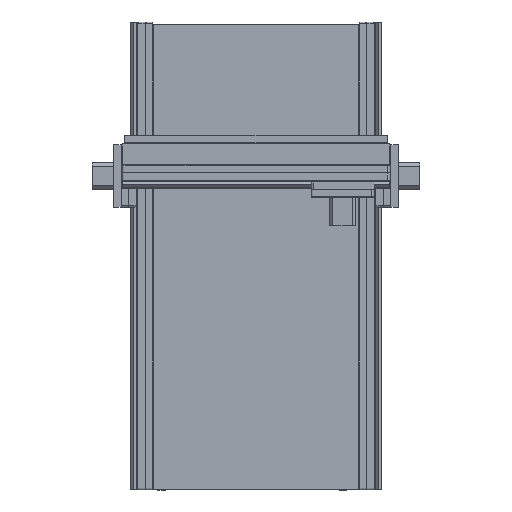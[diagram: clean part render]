
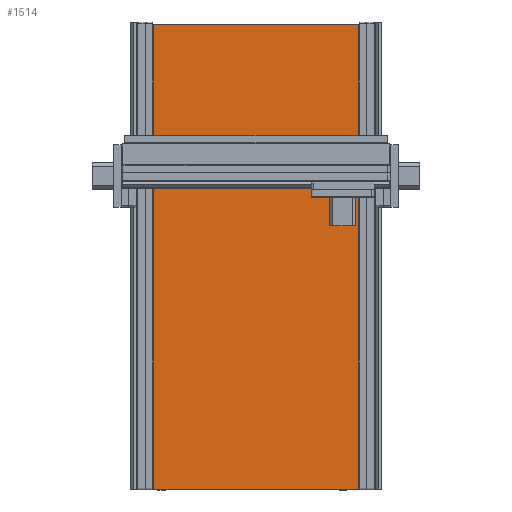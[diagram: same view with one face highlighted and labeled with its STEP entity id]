
A CAD part, top view. The second image highlights one B-rep face of the part: STEP entity #1514.
In plain terms, the highlighted planar face has unit normal (0, 0, 1).
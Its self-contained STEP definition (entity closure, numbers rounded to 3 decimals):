
#1514=ADVANCED_FACE('',(#1979),#7542,.T.);
#1979=FACE_OUTER_BOUND('',#2434,.T.);
#2434=EDGE_LOOP('',(#4087,#4088,#4089,#4090));
#4087=ORIENTED_EDGE('',*,*,#5263,.T.);
#4088=ORIENTED_EDGE('',*,*,#5265,.T.);
#4089=ORIENTED_EDGE('',*,*,#5257,.T.);
#4090=ORIENTED_EDGE('',*,*,#5259,.T.);
#5257=EDGE_CURVE('',#7095,#7096,#6004,.T.);
#5259=EDGE_CURVE('',#7096,#7101,#6006,.T.);
#5263=EDGE_CURVE('',#7101,#7098,#6010,.T.);
#5265=EDGE_CURVE('',#7098,#7095,#6012,.T.);
#6004=B_SPLINE_CURVE_WITH_KNOTS('',1,(#34852,#34853),.UNSPECIFIED.,.F.,
 .F.,(2,2),(-650.001,-100.518),.UNSPECIFIED.);
#6006=B_SPLINE_CURVE_WITH_KNOTS('',1,(#34856,#34857),.UNSPECIFIED.,.F.,
 .F.,(2,2),(1316.959,1670.874),.UNSPECIFIED.);
#6010=B_SPLINE_CURVE_WITH_KNOTS('',1,(#34864,#34865),.UNSPECIFIED.,.F.,
 .F.,(2,2),(-647.482,-97.999),.UNSPECIFIED.);
#6012=B_SPLINE_CURVE_WITH_KNOTS('',1,(#34868,#34869),.UNSPECIFIED.,.F.,
 .F.,(2,2),(87.5,441.414),.UNSPECIFIED.);
#7095=VERTEX_POINT('',#34839);
#7096=VERTEX_POINT('',#34840);
#7098=VERTEX_POINT('',#34842);
#7101=VERTEX_POINT('',#34845);
#7542=PLANE('',#7891);
#7891=AXIS2_PLACEMENT_3D('',#34835,#8224,$);
#8224=DIRECTION('',(0.,0.,1.));
#34835=CARTESIAN_POINT('',(72.535,250.83,-105.347));
#34839=CARTESIAN_POINT('',(483.225,250.83,-105.347));
#34840=CARTESIAN_POINT('',(483.225,995.66,-105.347));
#34842=CARTESIAN_POINT('',(153.945,250.83,-105.347));
#34845=CARTESIAN_POINT('',(153.945,995.66,-105.347));
#34852=CARTESIAN_POINT('',(483.225,250.83,-105.347));
#34853=CARTESIAN_POINT('',(483.225,995.66,-105.347));
#34856=CARTESIAN_POINT('',(483.225,995.66,-105.347));
#34857=CARTESIAN_POINT('',(153.945,995.66,-105.347));
#34864=CARTESIAN_POINT('',(153.945,995.66,-105.347));
#34865=CARTESIAN_POINT('',(153.945,250.83,-105.347));
#34868=CARTESIAN_POINT('',(153.945,250.83,-105.347));
#34869=CARTESIAN_POINT('',(483.225,250.83,-105.347));
